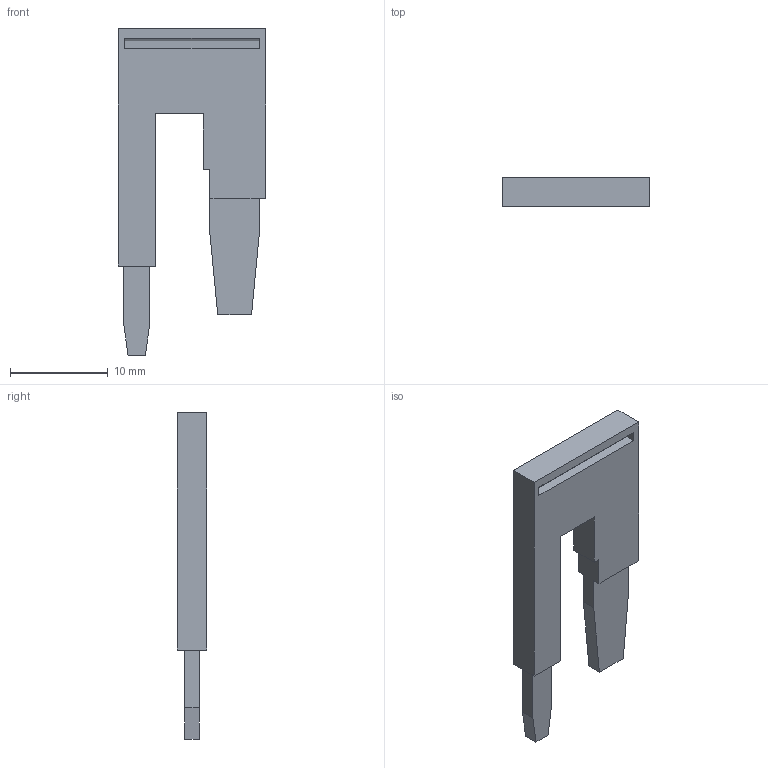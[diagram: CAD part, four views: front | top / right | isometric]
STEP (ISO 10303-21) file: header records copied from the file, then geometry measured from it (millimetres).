
FILE_DESCRIPTION(('Creo Elements/Direct Modeling STEP Export'),'2;1');
FILE_NAME('model.stp','2019-05-22T 2:06:17',(''),(''),'Creo Elements/Direct Modeling STEP processor for AP214 (Solid Model)','Creo Elements/Direct Modeling 20.1A 29-Sep-2018 (C) Parametric Technology GmbH','');
FILE_SCHEMA(('AUTOMOTIVE_DESIGN { 1 0 10303 214 1 1 1 1 }'));
Length unit declared in the file: millimetre
Products named in the file (2): RB_UT_10_ST_2.5_4-select
Assembly tree (1 placements, depth 2):
  RB_UT_10_ST_2.5_4-select
    RB_UT_10_ST_2.5_4-select
Bounding box: 15.12 x 3 x 33.44 mm (x, y, z)
Volume: 824 mm3; surface area: 1043.1 mm2
Topology: 1 solids, 1 shells, 35 faces, 108 edges, 78 vertices
Faces by surface type: plane 35
Entity records: 1459 total; most frequent: ORIENTED_EDGE 216, CARTESIAN_POINT 205, DIRECTION 164, EDGE_CURVE 108, VECTOR 90, LINE 90, VERTEX_POINT 78, EDGE_LOOP 38
